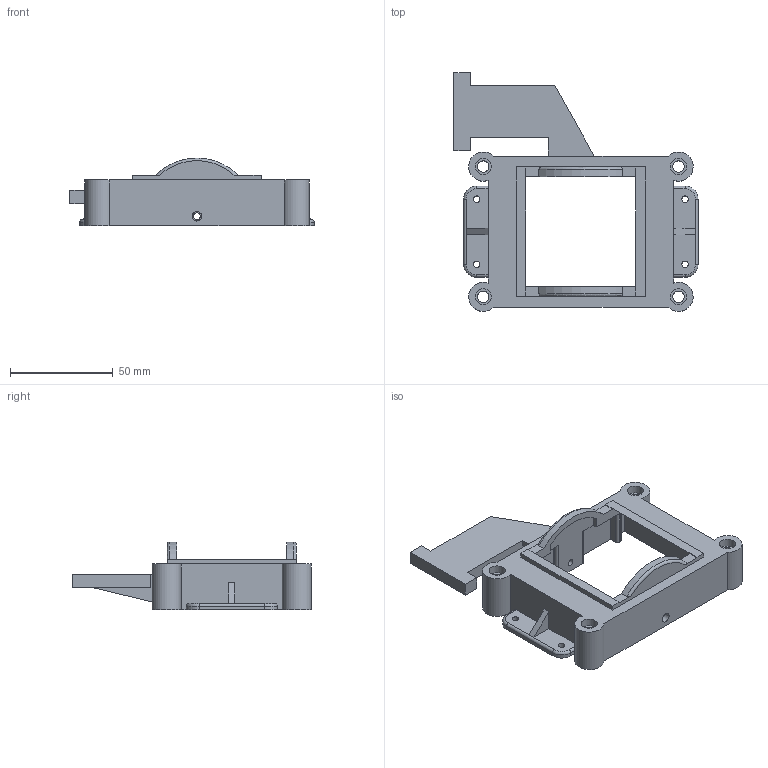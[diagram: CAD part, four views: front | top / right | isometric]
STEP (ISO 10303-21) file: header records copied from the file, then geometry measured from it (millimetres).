
FILE_DESCRIPTION(/* description */ (''),/* implementation_level */ '2;1');
FILE_NAME(/* name */ '039422-01 MH Roller Assembly Top.step',/* time_stamp */ '2024-06-06T16:38:47-05:00',/* author */ (''),/* organization */ (''),/* preprocessor_version */ 'ST-DEVELOPER v20',/* originating_system */ 'Autodesk Translation Framework v13.14.0.145',/* authorisation */ '');
FILE_SCHEMA (('AUTOMOTIVE_DESIGN { 1 0 10303 214 3 1 1 }'));
Length unit declared in the file: inch
Products named in the file (1): 039422-01 MH Roller Assembly Top
Bounding box: 119.06 x 116.44 x 33.08 mm (x, y, z)
Volume: 55491.5 mm3; surface area: 37861.2 mm2
Topology: 1 solids, 1 shells, 177 faces, 479 edges, 315 vertices
Faces by surface type: plane 117, cylinder 54, torus 6
Full cylindrical faces by diameter (mm): 3.175 x4, 3.264 x2, 4.648 x2, 5.556 x4, 7.874 x4, 8.064 x4
Entity records: 5658 total; most frequent: CARTESIAN_POINT 1008, ORIENTED_EDGE 958, DIRECTION 945, EDGE_CURVE 479, LINE 361, VECTOR 361, VERTEX_POINT 315, AXIS2_PLACEMENT_3D 292
